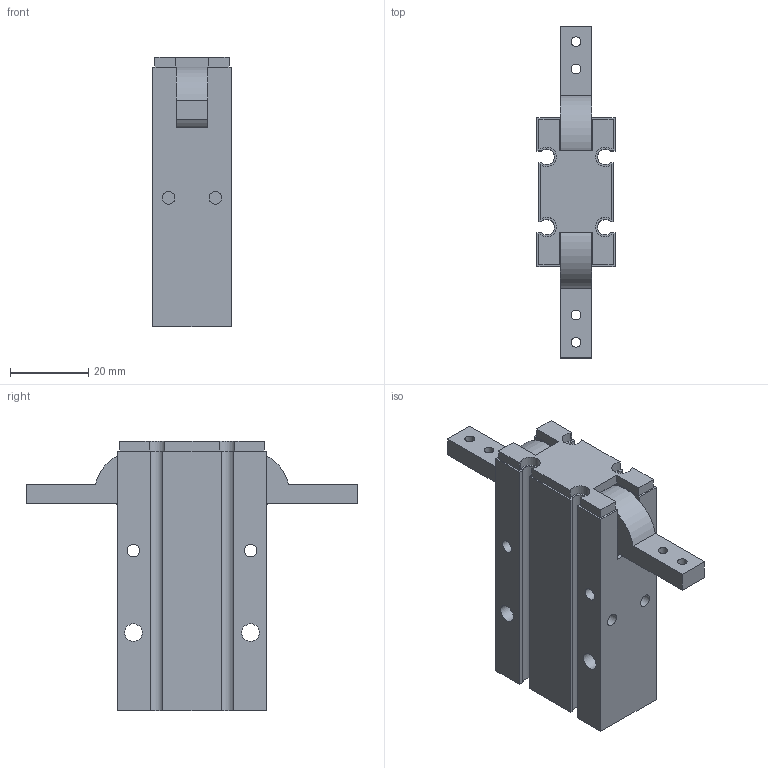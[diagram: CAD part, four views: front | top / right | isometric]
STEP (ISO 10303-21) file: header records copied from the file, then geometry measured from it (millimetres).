
FILE_DESCRIPTION((''),'2;1');
FILE_NAME('630216D.stp','2007-02-26T14:01:41',('valotma1'),(''),'Autodesk Inventor 11','Autodesk Inventor 11','');
FILE_SCHEMA(('AUTOMOTIVE_DESIGN { 1 0 10303 214 1 1 1 1 }'));
Length unit declared in the file: millimetre
Products named in the file (3): 630216D; CORPO Ø16; DITO Ø16
Assembly tree (3 placements, depth 2):
  630216D
    CORPO Ø16
    DITO Ø16  x2
Bounding box: 20 x 85 x 69 mm (x, y, z)
Volume: 45078.4 mm3; surface area: 17314 mm2
Topology: 3 solids, 3 shells, 99 faces, 265 edges, 178 vertices
Faces by surface type: plane 60, bspline 20, cylinder 19
Full cylindrical faces by diameter (mm): 3 x4, 17 x1
Entity records: 2905 total; most frequent: CARTESIAN_POINT 682, ORIENTED_EDGE 428, DIRECTION 422, EDGE_CURVE 214, VECTOR 158, LINE 158, VERTEX_POINT 152, AXIS2_PLACEMENT_3D 132
